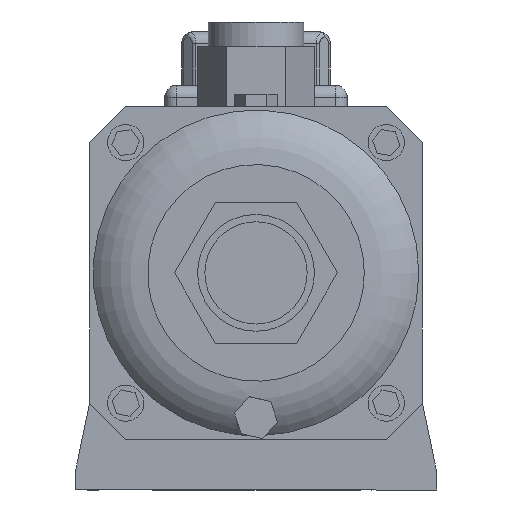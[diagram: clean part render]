
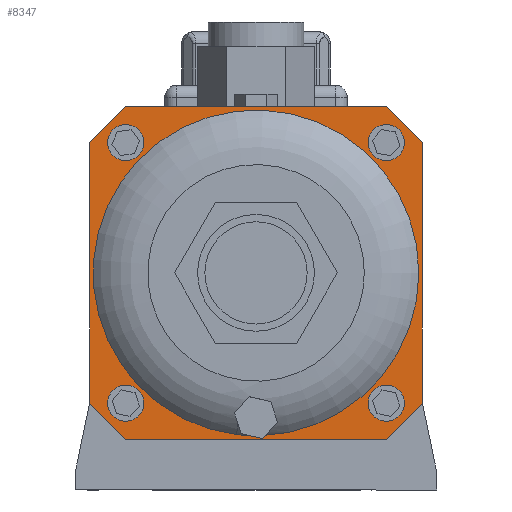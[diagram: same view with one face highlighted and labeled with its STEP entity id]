
A CAD part, left-side view. The second image highlights one B-rep face of the part: STEP entity #8347.
In plain terms, the highlighted planar face has unit normal (-1, 0, 0).
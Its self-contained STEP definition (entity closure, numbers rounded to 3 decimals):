
#174=FACE_BOUND($,#1365,.T.);
#175=FACE_BOUND($,#1366,.T.);
#176=FACE_BOUND($,#1367,.T.);
#177=FACE_BOUND($,#1368,.T.);
#178=FACE_BOUND($,#1369,.T.);
#442=PLANE($,#9070);
#870=FACE_OUTER_BOUND($,#1364,.T.);
#1364=EDGE_LOOP($,(#7360,#7361,#7362,#7363,#7364,#7365,#7366,#7367));
#1365=EDGE_LOOP($,(#7368,#7369));
#1366=EDGE_LOOP($,(#7370));
#1367=EDGE_LOOP($,(#7371));
#1368=EDGE_LOOP($,(#7372));
#1369=EDGE_LOOP($,(#7373));
#1768=CIRCLE($,#9069,7.85);
#1769=CIRCLE($,#9071,67.5);
#1770=CIRCLE($,#9072,7.5);
#1771=CIRCLE($,#9073,7.5);
#1772=CIRCLE($,#9074,7.5);
#1773=CIRCLE($,#9075,7.5);
#2449=LINE($,#14081,#3265);
#2450=LINE($,#14083,#3266);
#2451=LINE($,#14085,#3267);
#2452=LINE($,#14087,#3268);
#2453=LINE($,#14089,#3269);
#2454=LINE($,#14091,#3270);
#2455=LINE($,#14093,#3271);
#2456=LINE($,#14094,#3272);
#3265=VECTOR($,#11063,21.213);
#3266=VECTOR($,#11064,108.);
#3267=VECTOR($,#11065,21.213);
#3268=VECTOR($,#11066,108.);
#3269=VECTOR($,#11067,21.213);
#3270=VECTOR($,#11068,108.);
#3271=VECTOR($,#11069,21.213);
#3272=VECTOR($,#11070,108.);
#4083=VERTEX_POINT($,#14041);
#4084=VERTEX_POINT($,#14042);
#4085=VERTEX_POINT($,#14079);
#4086=VERTEX_POINT($,#14080);
#4087=VERTEX_POINT($,#14082);
#4088=VERTEX_POINT($,#14084);
#4089=VERTEX_POINT($,#14086);
#4090=VERTEX_POINT($,#14088);
#4091=VERTEX_POINT($,#14090);
#4092=VERTEX_POINT($,#14092);
#4093=VERTEX_POINT($,#14096);
#4094=VERTEX_POINT($,#14098);
#4095=VERTEX_POINT($,#14100);
#4096=VERTEX_POINT($,#14102);
#5204=EDGE_CURVE($,#4084,#4083,#1768,.T.);
#5205=EDGE_CURVE($,#4085,#4086,#2449,.T.);
#5206=EDGE_CURVE($,#4085,#4087,#2450,.T.);
#5207=EDGE_CURVE($,#4088,#4087,#2451,.T.);
#5208=EDGE_CURVE($,#4088,#4089,#2452,.T.);
#5209=EDGE_CURVE($,#4090,#4089,#2453,.T.);
#5210=EDGE_CURVE($,#4090,#4091,#2454,.T.);
#5211=EDGE_CURVE($,#4092,#4091,#2455,.T.);
#5212=EDGE_CURVE($,#4092,#4086,#2456,.T.);
#5213=EDGE_CURVE($,#4084,#4083,#1769,.T.);
#5214=EDGE_CURVE($,#4093,#4093,#1770,.T.);
#5215=EDGE_CURVE($,#4094,#4094,#1771,.T.);
#5216=EDGE_CURVE($,#4095,#4095,#1772,.T.);
#5217=EDGE_CURVE($,#4096,#4096,#1773,.T.);
#7360=ORIENTED_EDGE($,*,*,#5205,.F.);
#7361=ORIENTED_EDGE($,*,*,#5206,.T.);
#7362=ORIENTED_EDGE($,*,*,#5207,.F.);
#7363=ORIENTED_EDGE($,*,*,#5208,.T.);
#7364=ORIENTED_EDGE($,*,*,#5209,.F.);
#7365=ORIENTED_EDGE($,*,*,#5210,.T.);
#7366=ORIENTED_EDGE($,*,*,#5211,.F.);
#7367=ORIENTED_EDGE($,*,*,#5212,.T.);
#7368=ORIENTED_EDGE($,*,*,#5204,.T.);
#7369=ORIENTED_EDGE($,*,*,#5213,.F.);
#7370=ORIENTED_EDGE($,*,*,#5214,.T.);
#7371=ORIENTED_EDGE($,*,*,#5215,.T.);
#7372=ORIENTED_EDGE($,*,*,#5216,.T.);
#7373=ORIENTED_EDGE($,*,*,#5217,.T.);
#8347=ADVANCED_FACE($,(#870,#174,#175,#176,#177,#178),#442,.T.);
#9069=AXIS2_PLACEMENT_3D($,#14077,#11059,#11060);
#9070=AXIS2_PLACEMENT_3D($,#14078,#11061,#11062);
#9071=AXIS2_PLACEMENT_3D($,#14095,#11071,#11072);
#9072=AXIS2_PLACEMENT_3D($,#14097,#11073,#11074);
#9073=AXIS2_PLACEMENT_3D($,#14099,#11075,#11076);
#9074=AXIS2_PLACEMENT_3D($,#14101,#11077,#11078);
#9075=AXIS2_PLACEMENT_3D($,#14103,#11079,#11080);
#11059=DIRECTION('center_axis',(1.,0.,0.));
#11060=DIRECTION('ref_axis',(0.,1.,0.));
#11061=DIRECTION('center_axis',(-1.,0.,0.));
#11062=DIRECTION('ref_axis',(0.,-1.,0.));
#11063=DIRECTION($,(0.,0.707,0.707));
#11064=DIRECTION($,(0.,-1.,0.));
#11065=DIRECTION($,(0.,0.707,-0.707));
#11066=DIRECTION($,(0.,0.,1.));
#11067=DIRECTION($,(0.,-0.707,-0.707));
#11068=DIRECTION($,(0.,1.,0.));
#11069=DIRECTION($,(0.,-0.707,0.707));
#11070=DIRECTION($,(0.,0.,-1.));
#11071=DIRECTION('center_axis',(-1.,0.,0.));
#11072=DIRECTION('ref_axis',(0.,-1.,0.));
#11073=DIRECTION('center_axis',(1.,0.,0.));
#11074=DIRECTION('ref_axis',(0.,1.,0.));
#11075=DIRECTION('center_axis',(1.,0.,0.));
#11076=DIRECTION('ref_axis',(0.,1.,0.));
#11077=DIRECTION('center_axis',(1.,0.,0.));
#11078=DIRECTION('ref_axis',(0.,1.,0.));
#11079=DIRECTION('center_axis',(1.,0.,0.));
#11080=DIRECTION('ref_axis',(0.,1.,0.));
#14041=CARTESIAN_POINT('',(-80.64,2.458,22.545));
#14042=CARTESIAN_POINT('',(-80.64,-2.458,22.545));
#14077=CARTESIAN_POINT('Origin',(-80.64,0.,30.));
#14078=CARTESIAN_POINT('Origin',(-80.64,0.,90.));
#14079=CARTESIAN_POINT('',(-80.64,54.,21.));
#14080=CARTESIAN_POINT('',(-80.64,69.,36.));
#14081=CARTESIAN_POINT($,(-80.64,61.5,28.5));
#14082=CARTESIAN_POINT('',(-80.64,-54.,21.));
#14083=CARTESIAN_POINT($,(-80.64,69.,21.));
#14084=CARTESIAN_POINT('',(-80.64,-69.,36.));
#14085=CARTESIAN_POINT($,(-80.64,-61.5,28.5));
#14086=CARTESIAN_POINT('',(-80.64,-69.,144.));
#14087=CARTESIAN_POINT($,(-80.64,-69.,21.));
#14088=CARTESIAN_POINT('',(-80.64,-54.,159.));
#14089=CARTESIAN_POINT($,(-80.64,-61.5,151.5));
#14090=CARTESIAN_POINT('',(-80.64,54.,159.));
#14091=CARTESIAN_POINT($,(-80.64,-69.,159.));
#14092=CARTESIAN_POINT('',(-80.64,69.,144.));
#14093=CARTESIAN_POINT($,(-80.64,61.5,151.5));
#14094=CARTESIAN_POINT($,(-80.64,69.,159.));
#14095=CARTESIAN_POINT('Origin',(-80.64,0.,90.));
#14096=CARTESIAN_POINT('',(-80.64,46.5,144.));
#14097=CARTESIAN_POINT('Origin',(-80.64,54.,144.));
#14098=CARTESIAN_POINT('',(-80.64,-61.5,144.));
#14099=CARTESIAN_POINT('Origin',(-80.64,-54.,144.));
#14100=CARTESIAN_POINT('',(-80.64,46.5,36.));
#14101=CARTESIAN_POINT('Origin',(-80.64,54.,36.));
#14102=CARTESIAN_POINT('',(-80.64,-61.5,36.));
#14103=CARTESIAN_POINT('Origin',(-80.64,-54.,36.));
